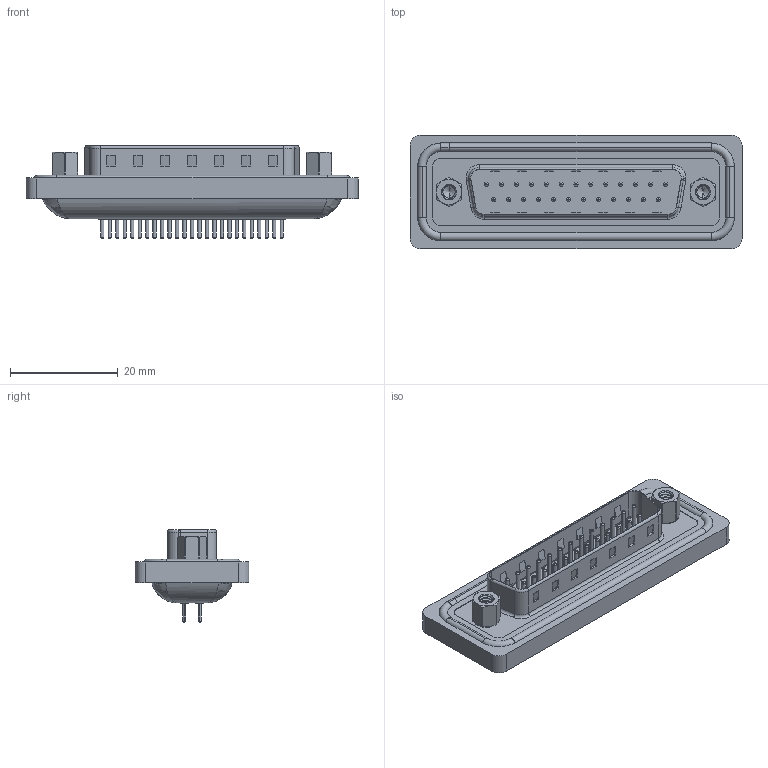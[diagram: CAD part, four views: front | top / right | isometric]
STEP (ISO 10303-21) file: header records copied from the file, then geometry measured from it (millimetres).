
FILE_DESCRIPTION (( 'STEP AP203' ), '1' );
FILE_NAME ('627-W25-620-012.STEP', '2021-04-05T19:40:25', ( '' ), ( '' ), 'SwSTEP 2.0', 'SolidWorks 2020', '' );
FILE_SCHEMA (( 'CONFIG_CONTROL_DESIGN' ));
Length unit declared in the file: millimetre
Products named in the file (8): 627W Contact Row 1_20; 627W 4-40 Threaded Rivet; 627-W25-620-012; 627W Housing_25 Contacts; 627W 4-40 Hex Standoff; 627W Contact Row 2_20; 627W Waterproof Housing_25 Contacts; 627W Shell Front_25 Contacts
Assembly tree (32 placements, depth 2):
  627-W25-620-012
    627W Housing_25 Contacts
    627W Shell Front_25 Contacts
    627W Contact Row 1_20  x13
    627W Contact Row 2_20  x12
    627W Waterproof Housing_25 Contacts
    627W 4-40 Threaded Rivet  x2
    627W 4-40 Hex Standoff  x2
Bounding box: 61.5 x 21.1 x 17.2 mm (x, y, z)
Volume: 7470.6 mm3; surface area: 11062.3 mm2
Topology: 33 solids, 33 shells, 1495 faces, 3356 edges, 2063 vertices
Faces by surface type: cylinder 620, torus 443, plane 380, cone 30, bspline 22
Entity records: 27800 total; most frequent: CARTESIAN_POINT 8217, DIRECTION 3991, ORIENTED_EDGE 3612, EDGE_CURVE 1806, AXIS2_PLACEMENT_3D 1576, VERTEX_POINT 1162, EDGE_LOOP 940, VECTOR 839
